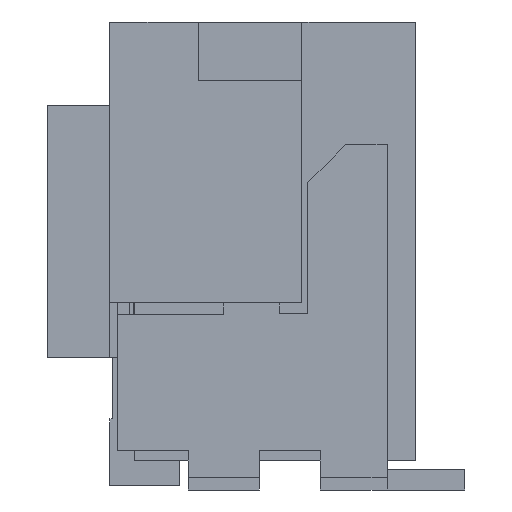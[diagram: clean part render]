
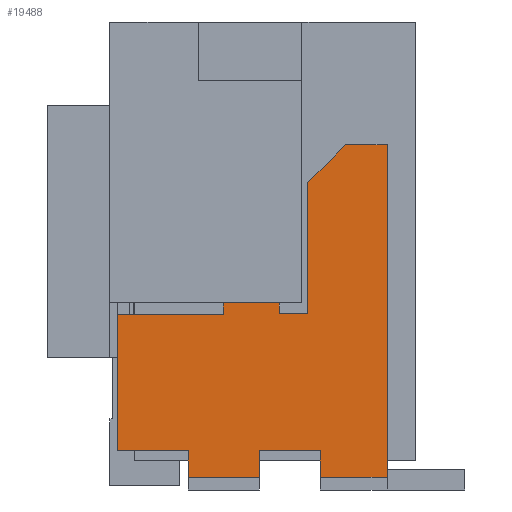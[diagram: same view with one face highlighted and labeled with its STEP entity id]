
A CAD part, left-side view. The second image highlights one B-rep face of the part: STEP entity #19488.
In plain terms, the highlighted planar face has unit normal (-1, 0, 0).
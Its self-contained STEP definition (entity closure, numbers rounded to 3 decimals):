
#693=DIRECTION('',(0.,1.,0.));
#694=VECTOR('',#693,0.67);
#695=CARTESIAN_POINT('',(-14.095,-0.2,-0.735));
#696=LINE('',#695,#694);
#4925=DIRECTION('',(0.,0.,1.));
#4926=VECTOR('',#4925,3.98);
#4927=CARTESIAN_POINT('',(-14.095,-1.49,-2.825));
#4928=LINE('',#4927,#4926);
#4941=DIRECTION('',(0.,1.,0.));
#4942=VECTOR('',#4941,0.8);
#4943=CARTESIAN_POINT('',(-14.095,-1.49,-2.825));
#4944=LINE('',#4943,#4942);
#4945=DIRECTION('',(0.,0.,1.));
#4946=VECTOR('',#4945,0.32);
#4947=CARTESIAN_POINT('',(-14.095,-0.69,-2.825));
#4948=LINE('',#4947,#4946);
#4949=DIRECTION('',(0.,1.,0.));
#4950=VECTOR('',#4949,0.73);
#4951=CARTESIAN_POINT('',(-14.095,-0.69,-2.505));
#4952=LINE('',#4951,#4950);
#4953=DIRECTION('',(0.,0.,-1.));
#4954=VECTOR('',#4953,0.32);
#4955=CARTESIAN_POINT('',(-14.095,0.04,-2.505));
#4956=LINE('',#4955,#4954);
#4957=DIRECTION('',(0.,1.,0.));
#4958=VECTOR('',#4957,0.85);
#4959=CARTESIAN_POINT('',(-14.095,0.04,-2.825));
#4960=LINE('',#4959,#4958);
#4961=DIRECTION('',(0.,0.,1.));
#4962=VECTOR('',#4961,0.32);
#4963=CARTESIAN_POINT('',(-14.095,0.89,-2.825));
#4964=LINE('',#4963,#4962);
#4965=DIRECTION('',(0.,1.,0.));
#4966=VECTOR('',#4965,0.85);
#4967=CARTESIAN_POINT('',(-14.095,0.89,-2.505));
#4968=LINE('',#4967,#4966);
#4969=DIRECTION('',(0.,0.,1.));
#4970=VECTOR('',#4969,1.63);
#4971=CARTESIAN_POINT('',(-14.095,1.74,-2.505));
#4972=LINE('',#4971,#4970);
#4973=DIRECTION('',(0.,-1.,0.));
#4974=VECTOR('',#4973,1.27);
#4975=CARTESIAN_POINT('',(-14.095,1.74,-0.875));
#4976=LINE('',#4975,#4974);
#4977=DIRECTION('',(0.,0.,1.));
#4978=VECTOR('',#4977,0.14);
#4979=CARTESIAN_POINT('',(-14.095,0.47,-0.875));
#4980=LINE('',#4979,#4978);
#4981=DIRECTION('',(0.,0.,-1.));
#4982=VECTOR('',#4981,0.13);
#4983=CARTESIAN_POINT('',(-14.095,-0.2,-0.735));
#4984=LINE('',#4983,#4982);
#4985=DIRECTION('',(0.,-1.,0.));
#4986=VECTOR('',#4985,0.34);
#4987=CARTESIAN_POINT('',(-14.095,-0.2,-0.865));
#4988=LINE('',#4987,#4986);
#4989=DIRECTION('',(0.,0.,1.));
#4990=VECTOR('',#4989,1.57);
#4991=CARTESIAN_POINT('',(-14.095,-0.54,-0.865));
#4992=LINE('',#4991,#4990);
#4993=DIRECTION('',(0.,-0.707,0.707));
#4994=VECTOR('',#4993,0.636);
#4995=CARTESIAN_POINT('',(-14.095,-0.54,0.705));
#4996=LINE('',#4995,#4994);
#4997=DIRECTION('',(0.,-1.,0.));
#4998=VECTOR('',#4997,0.5);
#4999=CARTESIAN_POINT('',(-14.095,-0.99,1.155));
#5000=LINE('',#4999,#4998);
#11617=CARTESIAN_POINT('',(-14.095,-1.49,-2.825));
#11618=VERTEX_POINT('',#11617);
#11619=CARTESIAN_POINT('',(-14.095,-0.69,-2.825));
#11620=VERTEX_POINT('',#11619);
#12687=CARTESIAN_POINT('',(-14.095,-0.2,-0.865));
#12688=CARTESIAN_POINT('',(-14.095,-0.54,-0.865));
#12689=VERTEX_POINT('',#12687);
#12690=VERTEX_POINT('',#12688);
#12691=CARTESIAN_POINT('',(-14.095,-0.54,0.705));
#12692=VERTEX_POINT('',#12691);
#12693=CARTESIAN_POINT('',(-14.095,-0.99,1.155));
#12694=VERTEX_POINT('',#12693);
#12695=CARTESIAN_POINT('',(-14.095,-1.49,1.155));
#12696=VERTEX_POINT('',#12695);
#12697=CARTESIAN_POINT('',(-14.095,-0.69,-2.505));
#12698=CARTESIAN_POINT('',(-14.095,0.04,-2.505));
#12699=VERTEX_POINT('',#12697);
#12700=VERTEX_POINT('',#12698);
#12701=CARTESIAN_POINT('',(-14.095,1.74,-2.505));
#12702=CARTESIAN_POINT('',(-14.095,1.74,-0.875));
#12703=VERTEX_POINT('',#12701);
#12704=VERTEX_POINT('',#12702);
#12705=CARTESIAN_POINT('',(-14.095,0.47,-0.875));
#12706=VERTEX_POINT('',#12705);
#12711=CARTESIAN_POINT('',(-14.095,-0.2,-0.735));
#12712=VERTEX_POINT('',#12711);
#12723=CARTESIAN_POINT('',(-14.095,0.89,-2.505));
#12724=VERTEX_POINT('',#12723);
#12889=CARTESIAN_POINT('',(-14.095,0.47,-0.735));
#12890=VERTEX_POINT('',#12889);
#12921=CARTESIAN_POINT('',(-14.095,0.04,-2.825));
#12922=CARTESIAN_POINT('',(-14.095,0.89,-2.825));
#12923=VERTEX_POINT('',#12921);
#12924=VERTEX_POINT('',#12922);
#19455=CARTESIAN_POINT('',(-14.095,0.,-2.625));
#19456=DIRECTION('',(1.,0.,0.));
#19457=DIRECTION('',(0.,0.,-1.));
#19458=AXIS2_PLACEMENT_3D('',#19455,#19456,#19457);
#19459=PLANE('',#19458);
#19460=ORIENTED_EDGE('',*,*,#18024,.T.);
#19462=ORIENTED_EDGE('',*,*,#19461,.T.);
#19464=ORIENTED_EDGE('',*,*,#19463,.T.);
#19465=ORIENTED_EDGE('',*,*,#17986,.T.);
#19466=ORIENTED_EDGE('',*,*,#18050,.T.);
#19467=ORIENTED_EDGE('',*,*,#17909,.T.);
#19468=ORIENTED_EDGE('',*,*,#17854,.T.);
#19469=ORIENTED_EDGE('',*,*,#17731,.T.);
#19471=ORIENTED_EDGE('',*,*,#19470,.T.);
#19473=ORIENTED_EDGE('',*,*,#19472,.T.);
#19474=ORIENTED_EDGE('',*,*,#14922,.F.);
#19476=ORIENTED_EDGE('',*,*,#19475,.T.);
#19478=ORIENTED_EDGE('',*,*,#19477,.T.);
#19480=ORIENTED_EDGE('',*,*,#19479,.T.);
#19482=ORIENTED_EDGE('',*,*,#19481,.T.);
#19484=ORIENTED_EDGE('',*,*,#19483,.T.);
#19485=ORIENTED_EDGE('',*,*,#19444,.F.);
#19486=EDGE_LOOP('',(#19460,#19462,#19464,#19465,#19466,#19467,#19468,#19469,
#19471,#19473,#19474,#19476,#19478,#19480,#19482,#19484,#19485));
#19487=FACE_OUTER_BOUND('',#19486,.F.);
#19488=ADVANCED_FACE('',(#19487),#19459,.F.);
#14922=EDGE_CURVE('',#12712,#12890,#696,.T.);
#17731=EDGE_CURVE('',#12703,#12704,#4972,.T.);
#17854=EDGE_CURVE('',#12724,#12703,#4968,.T.);
#17909=EDGE_CURVE('',#12924,#12724,#4964,.T.);
#17986=EDGE_CURVE('',#12700,#12923,#4956,.T.);
#18024=EDGE_CURVE('',#11618,#11620,#4944,.T.);
#18050=EDGE_CURVE('',#12923,#12924,#4960,.T.);
#19444=EDGE_CURVE('',#11618,#12696,#4928,.T.);
#19461=EDGE_CURVE('',#11620,#12699,#4948,.T.);
#19463=EDGE_CURVE('',#12699,#12700,#4952,.T.);
#19470=EDGE_CURVE('',#12704,#12706,#4976,.T.);
#19472=EDGE_CURVE('',#12706,#12890,#4980,.T.);
#19475=EDGE_CURVE('',#12712,#12689,#4984,.T.);
#19477=EDGE_CURVE('',#12689,#12690,#4988,.T.);
#19479=EDGE_CURVE('',#12690,#12692,#4992,.T.);
#19481=EDGE_CURVE('',#12692,#12694,#4996,.T.);
#19483=EDGE_CURVE('',#12694,#12696,#5000,.T.);
